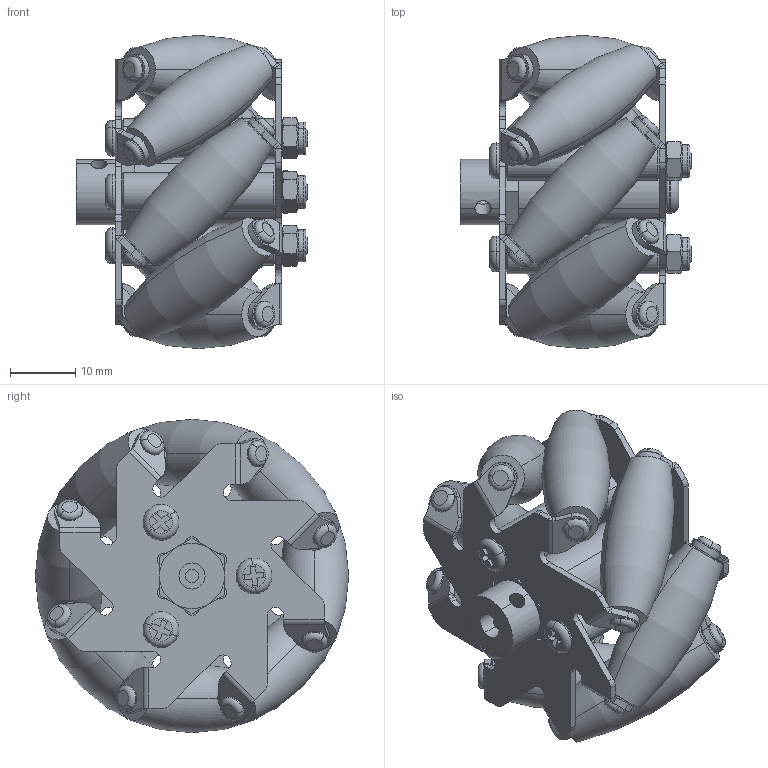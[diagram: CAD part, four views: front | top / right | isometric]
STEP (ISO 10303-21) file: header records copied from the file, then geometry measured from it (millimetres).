
FILE_DESCRIPTION (( 'STEP AP214' ), '1' );
FILE_NAME ('48MM45度8分车轮.STEP', '2017-05-03T06:28:05', ( '微软用户' ), ( '微软中国' ), 'SwSTEP 2.0', 'SolidWorks 2015', '' );
FILE_SCHEMA (( 'AUTOMOTIVE_DESIGN' ));
Length unit declared in the file: millimetre
Products named in the file (12): 48MM45僅8煦陬謫; 臏翐; 滅侂蹟譫M3; 半圆头内六角螺丝(M4X6); 半圆头内六角螺丝(M3X6); 48mm謫え - 萵掛; 肣杶; 穩隊2; 穩隊1; 48MM笢潔璃蛌粣; 48mm謫え; 48mm苤謫
Assembly tree (38 placements, depth 2):
  48MM45僅8煦陬謫
    48mm苤謫  x8
    48mm謫え
    48MM笢潔璃蛌粣
    穩隊1  x8
    穩隊2  x8
    肣杶
    48mm謫え - 萵掛
    半圆头内六角螺丝(M3X6)  x3
    半圆头内六角螺丝(M4X6)
    滅侂蹟譫M3  x3
    臏翐  x3
Bounding box: 35.5 x 48 x 48 mm (x, y, z)
Volume: 19808.6 mm3; surface area: 21683.4 mm2
Topology: 38 solids, 38 shells, 867 faces, 1961 edges, 1212 vertices
Faces by surface type: plane 392, cylinder 349, torus 70, cone 56
Entity records: 16045 total; most frequent: CARTESIAN_POINT 2889, DIRECTION 2785, ORIENTED_EDGE 2506, EDGE_CURVE 1253, AXIS2_PLACEMENT_3D 1016, VERTEX_POINT 772, VECTOR 753, LINE 753
